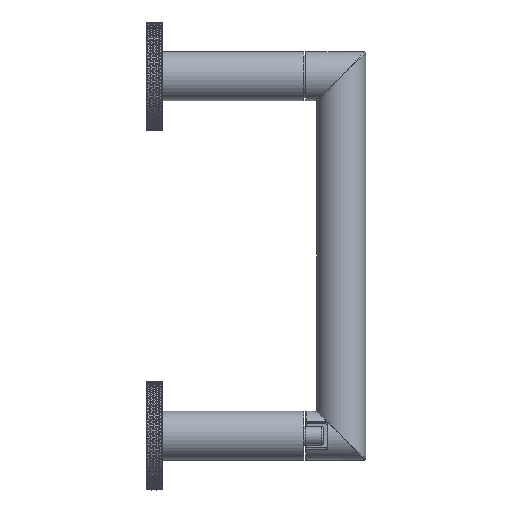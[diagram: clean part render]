
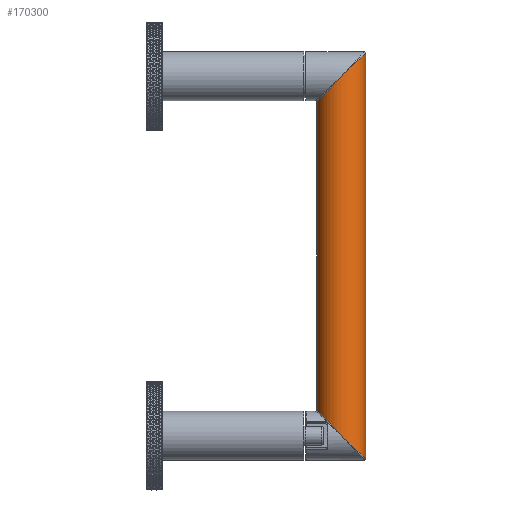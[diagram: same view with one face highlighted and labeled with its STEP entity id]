
A CAD part, front view. The second image highlights one B-rep face of the part: STEP entity #170300.
In plain terms, the highlighted cylindrical face has radius 9.995 mm (diameter 19.99 mm), a partial arc.
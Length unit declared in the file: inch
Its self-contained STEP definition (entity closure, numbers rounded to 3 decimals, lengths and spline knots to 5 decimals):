
#41122=CARTESIAN_POINT('',(3.14541,-0.3935,
2.90009));
#41183=DIRECTION('',(0.,0.,-1.));
#41184=VECTOR('',#41183,4.973);
#41185=CARTESIAN_POINT('',(2.752,0.,
2.4865));
#41186=LINE('',#41185,#41184);
#41228=CARTESIAN_POINT('',(3.539,0.,
3.2735));
#41229=CARTESIAN_POINT('',(3.539,-0.01177,
3.2735));
#41230=CARTESIAN_POINT('',(3.53794,-0.03552,
3.27249));
#41231=CARTESIAN_POINT('',(3.53304,-0.07144,
3.26784));
#41232=CARTESIAN_POINT('',(3.52463,-0.10759,
3.25986));
#41233=CARTESIAN_POINT('',(3.51251,-0.14368,
3.24835));
#41234=CARTESIAN_POINT('',(3.49642,-0.17954,
3.23308));
#41235=CARTESIAN_POINT('',(3.47599,-0.21493,
3.2137));
#41236=CARTESIAN_POINT('',(3.45088,-0.24944,
3.18986));
#41237=CARTESIAN_POINT('',(3.42078,-0.28241,
3.16129));
#41238=CARTESIAN_POINT('',(3.38555,-0.31301,
3.12785));
#41239=CARTESIAN_POINT('',(3.34522,-0.34026,
3.08957));
#41240=CARTESIAN_POINT('',(3.30012,-0.36306,
3.04676));
#41241=CARTESIAN_POINT('',(3.25096,-0.38031,
3.00012));
#41242=CARTESIAN_POINT('',(3.19931,-0.39102,
2.95099));
#41243=CARTESIAN_POINT('',(3.16348,-0.39348,
2.91725));
#41244=CARTESIAN_POINT('',(3.14541,-0.3935,
2.90009));
#41246=DIRECTION('',(0.,0.,-1.));
#41247=VECTOR('',#41246,6.547);
#41248=CARTESIAN_POINT('',(3.539,0.,
3.2735));
#41249=LINE('',#41248,#41247);
#41250=CARTESIAN_POINT('',(3.539,0.,
-3.2735));
#41251=CARTESIAN_POINT('',(3.539,-0.01176,
-3.2735));
#41252=CARTESIAN_POINT('',(3.53794,-0.03552,
-3.27249));
#41253=CARTESIAN_POINT('',(3.53304,-0.07142,
-3.26785));
#41254=CARTESIAN_POINT('',(3.52464,-0.10755,
-3.25987));
#41255=CARTESIAN_POINT('',(3.51253,-0.14364,
-3.24837));
#41256=CARTESIAN_POINT('',(3.49644,-0.1795,-3.2331));
#41257=CARTESIAN_POINT('',(3.47602,-0.21489,
-3.21372));
#41258=CARTESIAN_POINT('',(3.45091,-0.2494,
-3.18989));
#41259=CARTESIAN_POINT('',(3.42082,-0.28237,
-3.16133));
#41260=CARTESIAN_POINT('',(3.38558,-0.31299,
-3.12788));
#41261=CARTESIAN_POINT('',(3.34524,-0.34024,
-3.08959));
#41262=CARTESIAN_POINT('',(3.30014,-0.36305,
-3.04678));
#41263=CARTESIAN_POINT('',(3.25104,-0.3803,
-3.00017));
#41264=CARTESIAN_POINT('',(3.19911,-0.39104,
-2.95088));
#41265=CARTESIAN_POINT('',(3.16351,-0.39349,
-2.91709));
#41266=CARTESIAN_POINT('',(3.1455,-0.3935,
-2.9));
#41268=CARTESIAN_POINT('',(2.752,0.,-2.4865));
#41269=CARTESIAN_POINT('',(2.752,-0.01134,
-2.4865));
#41270=CARTESIAN_POINT('',(2.75298,-0.03427,
-2.48754));
#41271=CARTESIAN_POINT('',(2.75756,-0.06906,
-2.49235));
#41272=CARTESIAN_POINT('',(2.76547,-0.10423,
-2.50066));
#41273=CARTESIAN_POINT('',(2.77693,-0.13955,
-2.5127));
#41274=CARTESIAN_POINT('',(2.79225,-0.17485,
-2.5288));
#41275=CARTESIAN_POINT('',(2.81187,-0.21,
-2.54941));
#41276=CARTESIAN_POINT('',(2.83625,-0.24461,
-2.57503));
#41277=CARTESIAN_POINT('',(2.86578,-0.27802,
-2.60605));
#41278=CARTESIAN_POINT('',(2.90073,-0.30936,
-2.64279));
#41279=CARTESIAN_POINT('',(2.94119,-0.33756,
-2.6853));
#41280=CARTESIAN_POINT('',(2.98687,-0.36138,
-2.73331));
#41281=CARTESIAN_POINT('',(3.03702,-0.37953,
-2.786));
#41282=CARTESIAN_POINT('',(3.09032,-0.39089,
-2.84202));
#41283=CARTESIAN_POINT('',(3.12694,-0.39349,
-2.8805));
#41284=CARTESIAN_POINT('',(3.1455,-0.3935,
-2.9));
#41286=CARTESIAN_POINT('',(2.752,0.,
2.4865));
#41287=CARTESIAN_POINT('',(2.752,-0.01134,
2.4865));
#41288=CARTESIAN_POINT('',(2.75298,-0.03427,
2.48754));
#41289=CARTESIAN_POINT('',(2.75756,-0.06904,
2.49234));
#41290=CARTESIAN_POINT('',(2.76546,-0.1042,
2.50065));
#41291=CARTESIAN_POINT('',(2.77692,-0.13952,
2.51269));
#41292=CARTESIAN_POINT('',(2.79224,-0.17482,
2.52878));
#41293=CARTESIAN_POINT('',(2.81185,-0.20997,
2.54939));
#41294=CARTESIAN_POINT('',(2.83622,-0.24457,
2.575));
#41295=CARTESIAN_POINT('',(2.86575,-0.27799,
2.60603));
#41296=CARTESIAN_POINT('',(2.90071,-0.30934,
2.64276));
#41297=CARTESIAN_POINT('',(2.94116,-0.33754,
2.68527));
#41298=CARTESIAN_POINT('',(2.98685,-0.36138,
2.73329));
#41299=CARTESIAN_POINT('',(3.03705,-0.37954,
2.78606));
#41300=CARTESIAN_POINT('',(3.09022,-0.39088,
2.84182));
#41301=CARTESIAN_POINT('',(3.12678,-0.39347,
2.88052));
#41302=CARTESIAN_POINT('',(3.14541,-0.3935,
2.90009));
#90983=CARTESIAN_POINT('',(2.752,0.,
2.4865));
#90984=CARTESIAN_POINT('',(2.752,0.,-2.4865));
#90985=VERTEX_POINT('',#90983);
#90986=VERTEX_POINT('',#90984);
#90992=VERTEX_POINT('',#41122);
#90993=VERTEX_POINT('',#41228);
#90995=VERTEX_POINT('',#41250);
#90996=VERTEX_POINT('',#41266);
#170285=CARTESIAN_POINT('',(3.1455,0.,2.9));
#170286=DIRECTION('',(0.,0.,-1.));
#170287=DIRECTION('',(-1.,0.,0.));
#170288=AXIS2_PLACEMENT_3D('',#170285,#170286,#170287);
#170289=CYLINDRICAL_SURFACE('',#170288,0.3935);
#170290=ORIENTED_EDGE('',*,*,#170105,.F.);
#170291=ORIENTED_EDGE('',*,*,#170176,.T.);
#170293=ORIENTED_EDGE('',*,*,#170292,.T.);
#170295=ORIENTED_EDGE('',*,*,#170294,.F.);
#170296=ORIENTED_EDGE('',*,*,#170170,.F.);
#170297=ORIENTED_EDGE('',*,*,#170278,.T.);
#170298=EDGE_LOOP('',(#170290,#170291,#170293,#170295,#170296,#170297));
#170299=FACE_OUTER_BOUND('',#170298,.F.);
#170300=ADVANCED_FACE('',(#170299),#170289,.T.);
#41245=B_SPLINE_CURVE_WITH_KNOTS('',3,(#41228,#41229,#41230,#41231,#41232,
#41233,#41234,#41235,#41236,#41237,#41238,#41239,#41240,#41241,#41242,#41243,
#41244),.UNSPECIFIED.,.F.,.F.,(4,1,1,1,1,1,1,1,1,1,1,1,1,1,4),(0.,
0.07143,0.14286,0.21429,0.28571,
0.35714,0.42857,0.5,0.57143,0.64286,
0.71429,0.78571,0.85714,0.92857,1.),
.UNSPECIFIED.);
#41267=B_SPLINE_CURVE_WITH_KNOTS('',3,(#41250,#41251,#41252,#41253,#41254,
#41255,#41256,#41257,#41258,#41259,#41260,#41261,#41262,#41263,#41264,#41265,
#41266),.UNSPECIFIED.,.F.,.F.,(4,1,1,1,1,1,1,1,1,1,1,1,1,1,4),(0.,
0.07143,0.14286,0.21429,0.28571,
0.35714,0.42857,0.5,0.57143,0.64286,
0.71429,0.78571,0.85714,0.92857,1.),
.UNSPECIFIED.);
#41285=B_SPLINE_CURVE_WITH_KNOTS('',3,(#41268,#41269,#41270,#41271,#41272,
#41273,#41274,#41275,#41276,#41277,#41278,#41279,#41280,#41281,#41282,#41283,
#41284),.UNSPECIFIED.,.F.,.F.,(4,1,1,1,1,1,1,1,1,1,1,1,1,1,4),(0.,
0.07143,0.14286,0.21429,0.28571,
0.35714,0.42857,0.5,0.57143,0.64286,
0.71429,0.78571,0.85714,0.92857,1.),
.UNSPECIFIED.);
#41303=B_SPLINE_CURVE_WITH_KNOTS('',3,(#41286,#41287,#41288,#41289,#41290,
#41291,#41292,#41293,#41294,#41295,#41296,#41297,#41298,#41299,#41300,#41301,
#41302),.UNSPECIFIED.,.F.,.F.,(4,1,1,1,1,1,1,1,1,1,1,1,1,1,4),(0.,
0.07143,0.14286,0.21429,0.28571,
0.35714,0.42857,0.5,0.57143,0.64286,
0.71429,0.78571,0.85714,0.92857,1.),
.UNSPECIFIED.);
#170105=EDGE_CURVE('',#90993,#90992,#41245,.T.);
#170170=EDGE_CURVE('',#90985,#90986,#41186,.T.);
#170176=EDGE_CURVE('',#90993,#90995,#41249,.T.);
#170278=EDGE_CURVE('',#90985,#90992,#41303,.T.);
#170292=EDGE_CURVE('',#90995,#90996,#41267,.T.);
#170294=EDGE_CURVE('',#90986,#90996,#41285,.T.);
